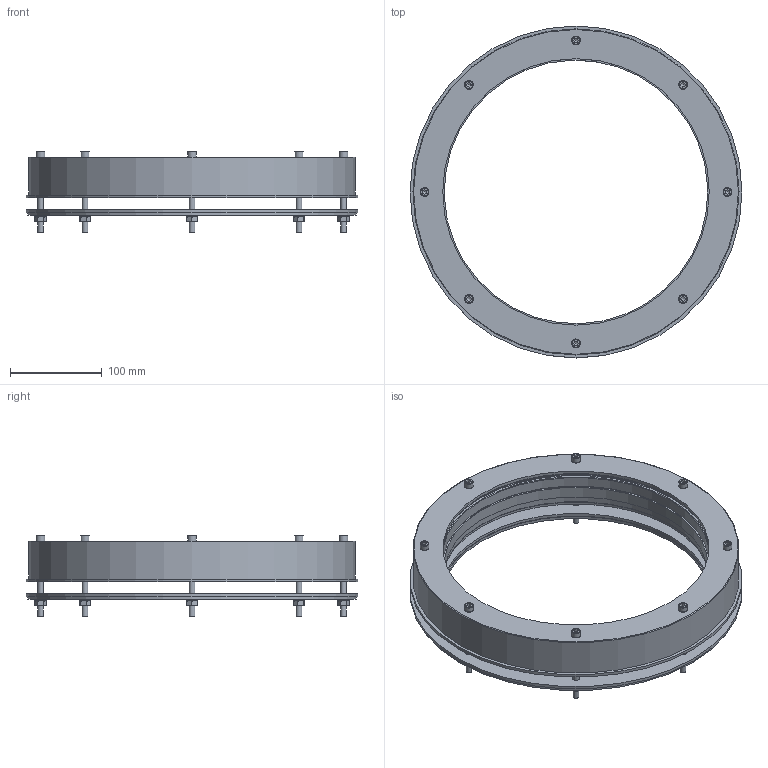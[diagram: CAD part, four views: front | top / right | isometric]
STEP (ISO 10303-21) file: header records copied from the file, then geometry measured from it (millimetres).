
FILE_DESCRIPTION((''),'2;1');
FILE_NAME('SHD INTERNAL MOUNT.stp','2013-10-10T15:21:12',('msmith'),(''),'Autodesk Inventor 2013','Autodesk Inventor 2013','');
FILE_SCHEMA(('AUTOMOTIVE_DESIGN { 1 0 10303 214 1 1 1 1 }'));
Length unit declared in the file: inch
Products named in the file (1): SHD INTERNAL MOUNT
Bounding box: 361.95 x 361.95 x 88.9 mm (x, y, z)
Volume: 1712814.9 mm3; surface area: 289387 mm2
Topology: 1 solids, 1 shells, 408 faces, 964 edges, 602 vertices
Faces by surface type: plane 190, cone 128, cylinder 78, torus 12
Full cylindrical faces by diameter (mm): 6.35 x16, 7.925 x8, 7.938 x16, 9.525 x8, 287.376 x1, 290.576 x4, 292.1 x4, 298.45 x1, 355.6 x1, 358.648 x1, 361.95 x2
Entity records: 10799 total; most frequent: CARTESIAN_POINT 2217, DIRECTION 1682, ORIENTED_EDGE 1584, EDGE_CURVE 792, AXIS2_PLACEMENT_3D 721, EDGE_LOOP 592, VERTEX_POINT 536, STYLED_ITEM 409
